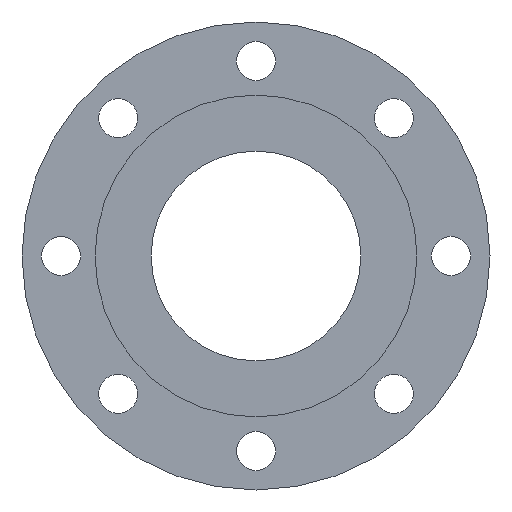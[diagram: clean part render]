
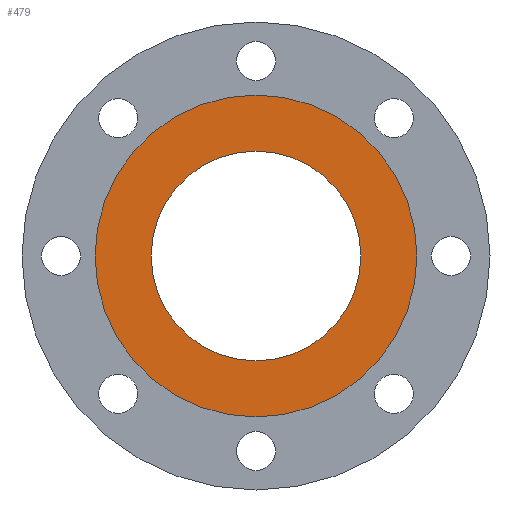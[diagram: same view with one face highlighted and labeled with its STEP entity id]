
A CAD part, front view. The second image highlights one B-rep face of the part: STEP entity #479.
In plain terms, the highlighted planar face has unit normal (0, -1, 0).
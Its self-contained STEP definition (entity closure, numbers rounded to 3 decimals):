
#3 = EDGE_LOOP ( 'NONE', ( #1017, #17 ) ) ;
#17 = ORIENTED_EDGE ( 'NONE', *, *, #442, .T. ) ;
#22 = FACE_OUTER_BOUND ( 'NONE', #1038, .T. ) ;
#33 = CARTESIAN_POINT ( 'NONE',  ( 0., 0., 0. ) ) ;
#64 = CIRCLE ( 'NONE', #1124, 78.6 ) ;
#82 = DIRECTION ( 'NONE',  ( 0., 1., 0. ) ) ;
#233 = CARTESIAN_POINT ( 'NONE',  ( 0., 0., 51.2 ) ) ;
#253 = VERTEX_POINT ( 'NONE', #836 ) ;
#268 = DIRECTION ( 'NONE',  ( 0., 0., 1. ) ) ;
#339 = CIRCLE ( 'NONE', #748, 78.6 ) ;
#347 = EDGE_CURVE ( 'NONE', #997, #441, #727, .T. ) ;
#395 = DIRECTION ( 'NONE',  ( 0., 0., 1. ) ) ;
#411 = DIRECTION ( 'NONE',  ( 0., 1., 0. ) ) ;
#415 = CARTESIAN_POINT ( 'NONE',  ( 0., 0., -51.2 ) ) ;
#441 = VERTEX_POINT ( 'NONE', #415 ) ;
#442 = EDGE_CURVE ( 'NONE', #441, #997, #982, .T. ) ;
#479 = ADVANCED_FACE ( 'NONE', ( #785, #22 ), #1161, .T. ) ;
#516 = AXIS2_PLACEMENT_3D ( 'NONE', #914, #82, #1201 ) ;
#518 = VERTEX_POINT ( 'NONE', #1072 ) ;
#535 = DIRECTION ( 'NONE',  ( 0., 1., 0. ) ) ;
#622 = CARTESIAN_POINT ( 'NONE',  ( 0., 0., 51.2 ) ) ;
#660 = CARTESIAN_POINT ( 'NONE',  ( 0., 0., 0. ) ) ;
#715 = EDGE_CURVE ( 'NONE', #518, #253, #64, .T. ) ;
#727 = CIRCLE ( 'NONE', #516, 51.2 ) ;
#748 = AXIS2_PLACEMENT_3D ( 'NONE', #891, #535, #902 ) ;
#765 = DIRECTION ( 'NONE',  ( 0., -1., 0. ) ) ;
#785 = FACE_BOUND ( 'NONE', #3, .T. ) ;
#836 = CARTESIAN_POINT ( 'NONE',  ( 0., 0., 78.6 ) ) ;
#891 = CARTESIAN_POINT ( 'NONE',  ( 0., 0., 0. ) ) ;
#902 = DIRECTION ( 'NONE',  ( 0., 0., 1. ) ) ;
#914 = CARTESIAN_POINT ( 'NONE',  ( 0., 0., 0. ) ) ;
#982 = CIRCLE ( 'NONE', #1141, 51.2 ) ;
#997 = VERTEX_POINT ( 'NONE', #622 ) ;
#1008 = ORIENTED_EDGE ( 'NONE', *, *, #1066, .F. ) ;
#1017 = ORIENTED_EDGE ( 'NONE', *, *, #347, .T. ) ;
#1030 = DIRECTION ( 'NONE',  ( 0., 1., 0. ) ) ;
#1038 = EDGE_LOOP ( 'NONE', ( #1008, #1138 ) ) ;
#1066 = EDGE_CURVE ( 'NONE', #253, #518, #339, .T. ) ;
#1072 = CARTESIAN_POINT ( 'NONE',  ( 0., 0., -78.6 ) ) ;
#1094 = DIRECTION ( 'NONE',  ( 0., 0., -1. ) ) ;
#1099 = AXIS2_PLACEMENT_3D ( 'NONE', #233, #765, #1094 ) ;
#1124 = AXIS2_PLACEMENT_3D ( 'NONE', #660, #1030, #268 ) ;
#1138 = ORIENTED_EDGE ( 'NONE', *, *, #715, .F. ) ;
#1141 = AXIS2_PLACEMENT_3D ( 'NONE', #33, #411, #395 ) ;
#1161 = PLANE ( 'NONE',  #1099 ) ;
#1201 = DIRECTION ( 'NONE',  ( 0., 0., 1. ) ) ;
